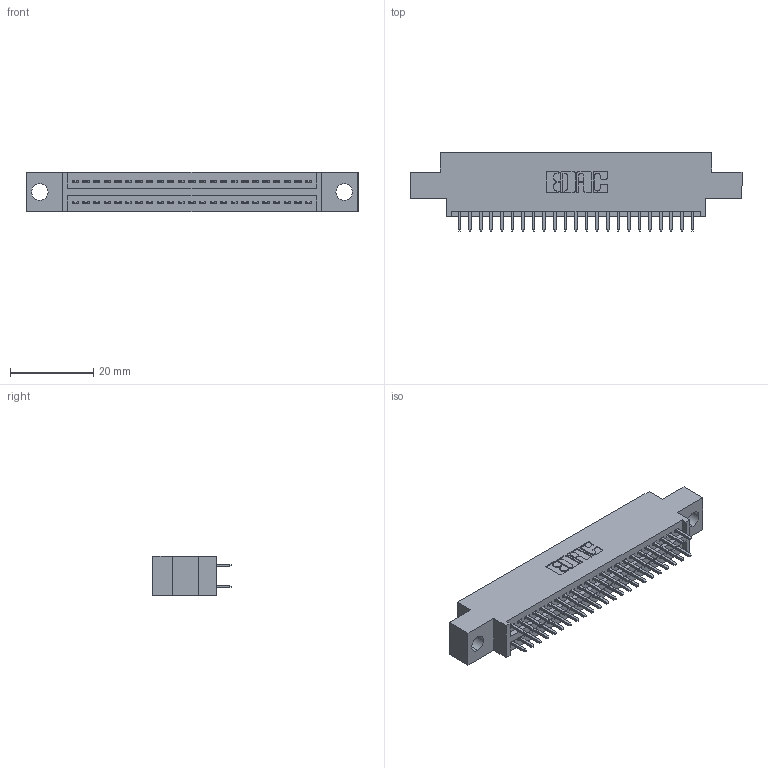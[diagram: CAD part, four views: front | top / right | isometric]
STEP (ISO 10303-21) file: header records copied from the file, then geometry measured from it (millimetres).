
FILE_DESCRIPTION (( 'STEP AP203' ), '1' );
FILE_NAME ('345-046-521-804.STEP', '2021-05-20T02:16:44', ( '' ), ( '' ), 'SwSTEP 2.0', 'SolidWorks 2020', '' );
FILE_SCHEMA (( 'CONFIG_CONTROL_DESIGN' ));
Length unit declared in the file: inch
Products named in the file (3): 345-292-001_345-293-121; 345-046-521-804; 345 Part_0.170 Offset - 0.156 Dia-TI
Assembly tree (47 placements, depth 2):
  345-046-521-804
    345 Part_0.170 Offset - 0.156 Dia-TI
    345-292-001_345-293-121  x46
Bounding box: 79.63 x 18.72 x 9.4 mm (x, y, z)
Volume: 7320.8 mm3; surface area: 10326.2 mm2
Topology: 47 solids, 47 shells, 2444 faces, 7243 edges, 4766 vertices
Faces by surface type: plane 1616, cylinder 828
Entity records: 21173 total; most frequent: CARTESIAN_POINT 3574, ORIENTED_EDGE 3506, DIRECTION 3173, EDGE_CURVE 1753, VECTOR 1529, LINE 1529, VERTEX_POINT 1166, AXIS2_PLACEMENT_3D 822
